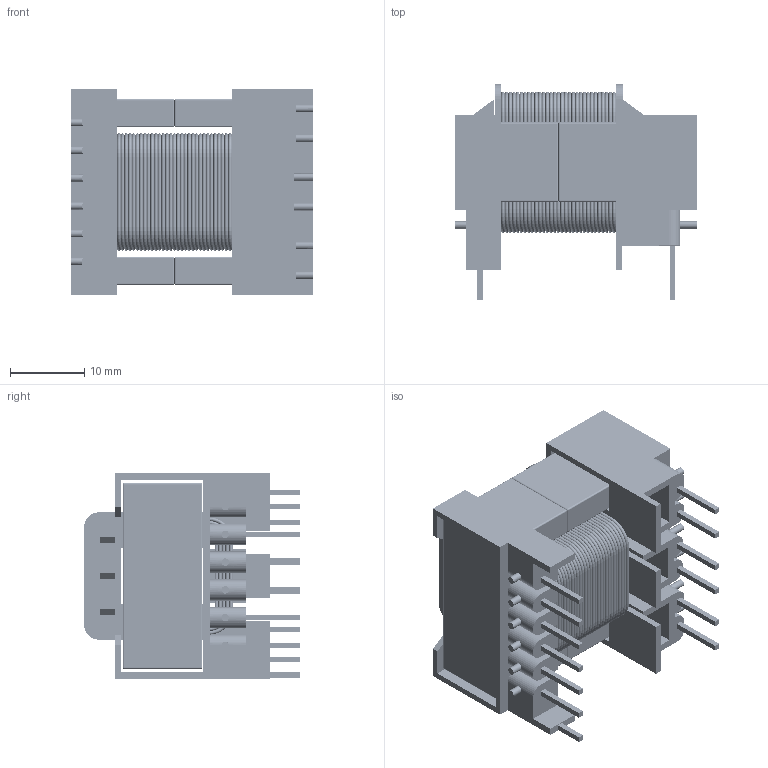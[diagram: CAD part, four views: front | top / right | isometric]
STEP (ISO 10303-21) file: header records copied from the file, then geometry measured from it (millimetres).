
FILE_DESCRIPTION (( 'STEP AP214' ), '1' );
FILE_NAME ('E25_11-K-H-13P-WZ2589_z³o¿enie.STEP', '2018-07-03T17:46:42', ( '' ), ( '' ), 'SwSTEP 2.0', 'SolidWorks 2017', '' );
FILE_SCHEMA (( 'AUTOMOTIVE_DESIGN' ));
Length unit declared in the file: millimetre
Products named in the file (4): E25_11-K-H-13P-WZ2589; E25_11-K-H-13P-WZ2589_z這瞠nie; E25-13-11; Uzwojenie
Assembly tree (35 placements, depth 2):
  E25_11-K-H-13P-WZ2589_z這瞠nie
    E25_11-K-H-13P-WZ2589
    E25-13-11  x2
    Uzwojenie  x32
Bounding box: 32.55 x 29.1 x 27.7 mm (x, y, z)
Volume: 9805.7 mm3; surface area: 22498.9 mm2
Topology: 35 solids, 35 shells, 3010 faces, 6284 edges, 3260 vertices
Faces by surface type: cylinder 1556, torus 1168, plane 254, sphere 32
Full cylindrical faces by diameter (mm): 1 x12
Entity records: 16942 total; most frequent: CARTESIAN_POINT 2443, DIRECTION 2235, ORIENTED_EDGE 2108, EDGE_CURVE 1054, AXIS2_PLACEMENT_3D 747, LINE 741, VECTOR 741, VERTEX_POINT 657
